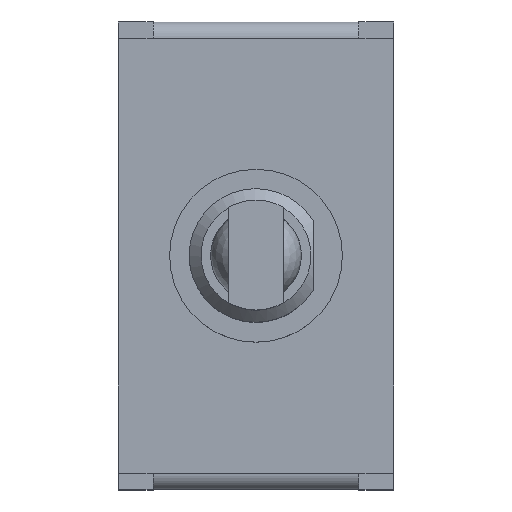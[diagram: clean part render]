
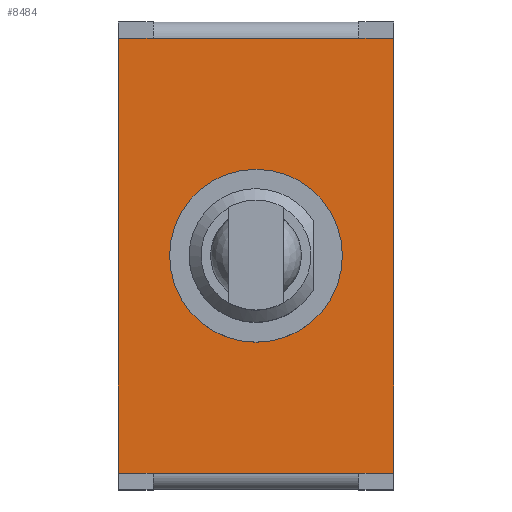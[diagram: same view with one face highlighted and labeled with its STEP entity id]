
A CAD part, top view. The second image highlights one B-rep face of the part: STEP entity #8484.
In plain terms, the highlighted planar face has unit normal (0, 0, 1).
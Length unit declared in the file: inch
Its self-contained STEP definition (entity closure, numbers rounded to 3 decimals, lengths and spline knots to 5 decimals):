
#65=FACE_BOUND('',#1590,.T.);
#372=CIRCLE('',#9235,0.15709);
#1061=FACE_OUTER_BOUND('',#1589,.T.);
#1589=EDGE_LOOP('',(#7403,#7404,#7405,#7406,#7407,#7408,#7409,#7410));
#1590=EDGE_LOOP('',(#7411));
#2420=LINE('',#14173,#3281);
#2422=LINE('',#14178,#3283);
#2424=LINE('',#14181,#3285);
#2427=LINE('',#14187,#3288);
#2432=LINE('',#14197,#3293);
#2434=LINE('',#14200,#3295);
#2442=LINE('',#14219,#3303);
#2443=LINE('',#14222,#3304);
#3281=VECTOR('',#11670,0.3937);
#3283=VECTOR('',#11674,0.3937);
#3285=VECTOR('',#11678,0.3937);
#3288=VECTOR('',#11683,0.3937);
#3293=VECTOR('',#11690,0.3937);
#3295=VECTOR('',#11694,0.3937);
#3303=VECTOR('',#11714,0.3937);
#3304=VECTOR('',#11719,0.3937);
#3947=VERTEX_POINT('',#13809);
#3965=VERTEX_POINT('',#13850);
#3973=VERTEX_POINT('',#13868);
#3976=VERTEX_POINT('',#13875);
#4075=VERTEX_POINT('',#14169);
#4078=VERTEX_POINT('',#14176);
#4080=VERTEX_POINT('',#14185);
#4081=VERTEX_POINT('',#14190);
#4084=VERTEX_POINT('',#14195);
#5046=EDGE_CURVE('',#3947,#3947,#372,.T.);
#5223=EDGE_CURVE('',#3976,#4075,#2420,.T.);
#5225=EDGE_CURVE('',#3965,#4078,#2422,.T.);
#5227=EDGE_CURVE('',#4078,#4075,#2424,.T.);
#5230=EDGE_CURVE('',#3973,#4080,#2427,.T.);
#5235=EDGE_CURVE('',#4084,#4081,#2432,.T.);
#5237=EDGE_CURVE('',#4080,#4081,#2434,.T.);
#5247=EDGE_CURVE('',#4084,#3965,#2442,.T.);
#5249=EDGE_CURVE('',#3973,#3976,#2443,.T.);
#7403=ORIENTED_EDGE('',*,*,#5249,.F.);
#7404=ORIENTED_EDGE('',*,*,#5230,.T.);
#7405=ORIENTED_EDGE('',*,*,#5237,.T.);
#7406=ORIENTED_EDGE('',*,*,#5235,.F.);
#7407=ORIENTED_EDGE('',*,*,#5247,.T.);
#7408=ORIENTED_EDGE('',*,*,#5225,.T.);
#7409=ORIENTED_EDGE('',*,*,#5227,.T.);
#7410=ORIENTED_EDGE('',*,*,#5223,.F.);
#7411=ORIENTED_EDGE('',*,*,#5046,.T.);
#8009=PLANE('',#9323);
#8484=ADVANCED_FACE('',(#1061,#65),#8009,.T.);
#9235=AXIS2_PLACEMENT_3D('',#13811,#11361,#11362);
#9323=AXIS2_PLACEMENT_3D('',#14221,#11717,#11718);
#11361=DIRECTION('center_axis',(0.,0.,
-1.));
#11362=DIRECTION('ref_axis',(-1.,0.,0.));
#11670=DIRECTION('',(-1.,0.,0.));
#11674=DIRECTION('',(-1.,0.,0.));
#11678=DIRECTION('',(0.,-1.,0.));
#11683=DIRECTION('',(1.,0.,0.));
#11690=DIRECTION('',(1.,0.,0.));
#11694=DIRECTION('',(0.,1.,0.));
#11714=DIRECTION('',(-1.,0.,0.));
#11717=DIRECTION('center_axis',(0.,0.,
1.));
#11718=DIRECTION('ref_axis',(1.,0.,0.));
#11719=DIRECTION('',(-1.,0.,0.));
#13809=CARTESIAN_POINT('',(0.15709,0.,0.41496));
#13811=CARTESIAN_POINT('Origin',(0.,0.,
0.41496));
#13850=CARTESIAN_POINT('',(-0.18701,0.39508,0.41496));
#13868=CARTESIAN_POINT('',(0.18701,-0.39508,0.41496));
#13875=CARTESIAN_POINT('',(-0.18701,-0.39508,0.41496));
#14169=CARTESIAN_POINT('',(-0.25,-0.39508,0.41496));
#14173=CARTESIAN_POINT('',(-0.18701,-0.39508,0.41496));
#14176=CARTESIAN_POINT('',(-0.25,0.39508,0.41496));
#14178=CARTESIAN_POINT('',(-0.18701,0.39508,0.41496));
#14181=CARTESIAN_POINT('',(-0.25,-0.39508,0.41496));
#14185=CARTESIAN_POINT('',(0.25,-0.39508,0.41496));
#14187=CARTESIAN_POINT('',(0.18701,-0.39508,0.41496));
#14190=CARTESIAN_POINT('',(0.25,0.39508,0.41496));
#14195=CARTESIAN_POINT('',(0.18701,0.39508,0.41496));
#14197=CARTESIAN_POINT('',(0.18701,0.39508,0.41496));
#14200=CARTESIAN_POINT('',(0.25,0.39508,0.41496));
#14219=CARTESIAN_POINT('',(0.,0.39508,0.41496));
#14221=CARTESIAN_POINT('Origin',(0.,0.39508,
0.41496));
#14222=CARTESIAN_POINT('',(0.,-0.39508,0.41496));
